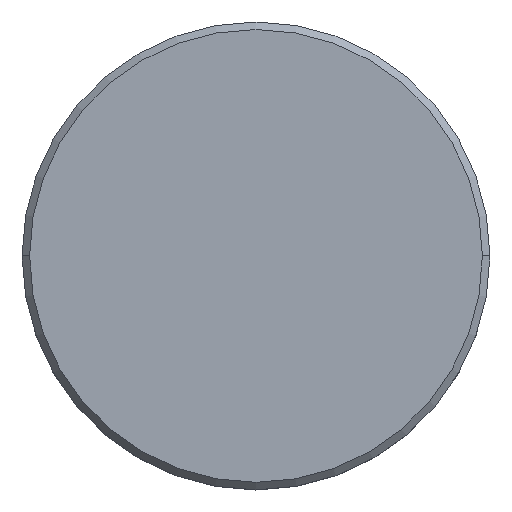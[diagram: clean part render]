
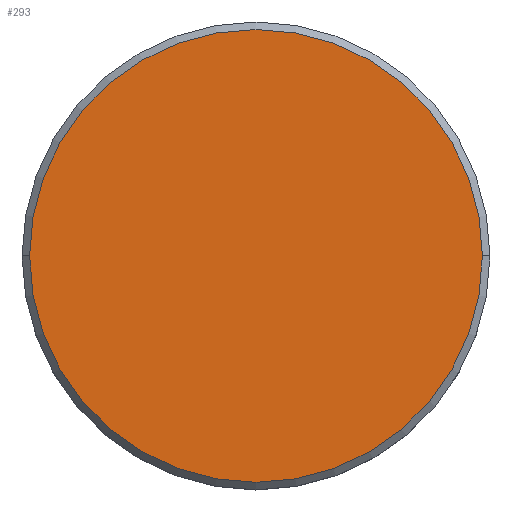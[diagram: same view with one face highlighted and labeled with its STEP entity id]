
A CAD part, top view. The second image highlights one B-rep face of the part: STEP entity #293.
In plain terms, the highlighted planar face has unit normal (0, 0, 1).
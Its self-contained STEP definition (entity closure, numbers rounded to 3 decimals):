
#4 = DIRECTION ( 'NONE',  ( 1., 0., 0. ) ) ;
#93 = DIRECTION ( 'NONE',  ( 1., 0., 0. ) ) ;
#118 = FACE_OUTER_BOUND ( 'NONE', #1181, .T. ) ;
#185 = CARTESIAN_POINT ( 'NONE',  ( 0., 0., 0. ) ) ;
#203 = DIRECTION ( 'NONE',  ( 0., 0., 1. ) ) ;
#234 = CIRCLE ( 'NONE', #862, 15. ) ;
#284 = DIRECTION ( 'NONE',  ( 0., 0., 1. ) ) ;
#293 = ADVANCED_FACE ( 'NONE', ( #118 ), #918, .T. ) ;
#409 = ORIENTED_EDGE ( 'NONE', *, *, #1136, .T. ) ;
#464 = CARTESIAN_POINT ( 'NONE',  ( 15., 0., 0. ) ) ;
#499 = VERTEX_POINT ( 'NONE', #551 ) ;
#551 = CARTESIAN_POINT ( 'NONE',  ( -15., 0., 0. ) ) ;
#581 = CARTESIAN_POINT ( 'NONE',  ( 0., 0., 0. ) ) ;
#613 = EDGE_CURVE ( 'NONE', #842, #499, #646, .T. ) ;
#641 = CARTESIAN_POINT ( 'NONE',  ( 0., 0., 0. ) ) ;
#646 = CIRCLE ( 'NONE', #978, 15. ) ;
#735 = AXIS2_PLACEMENT_3D ( 'NONE', #581, #203, #4 ) ;
#801 = ORIENTED_EDGE ( 'NONE', *, *, #613, .T. ) ;
#842 = VERTEX_POINT ( 'NONE', #464 ) ;
#862 = AXIS2_PLACEMENT_3D ( 'NONE', #185, #284, #93 ) ;
#918 = PLANE ( 'NONE',  #735 ) ;
#978 = AXIS2_PLACEMENT_3D ( 'NONE', #641, #1122, #1028 ) ;
#1028 = DIRECTION ( 'NONE',  ( 1., 0., 0. ) ) ;
#1122 = DIRECTION ( 'NONE',  ( 0., 0., 1. ) ) ;
#1136 = EDGE_CURVE ( 'NONE', #499, #842, #234, .T. ) ;
#1181 = EDGE_LOOP ( 'NONE', ( #409, #801 ) ) ;
